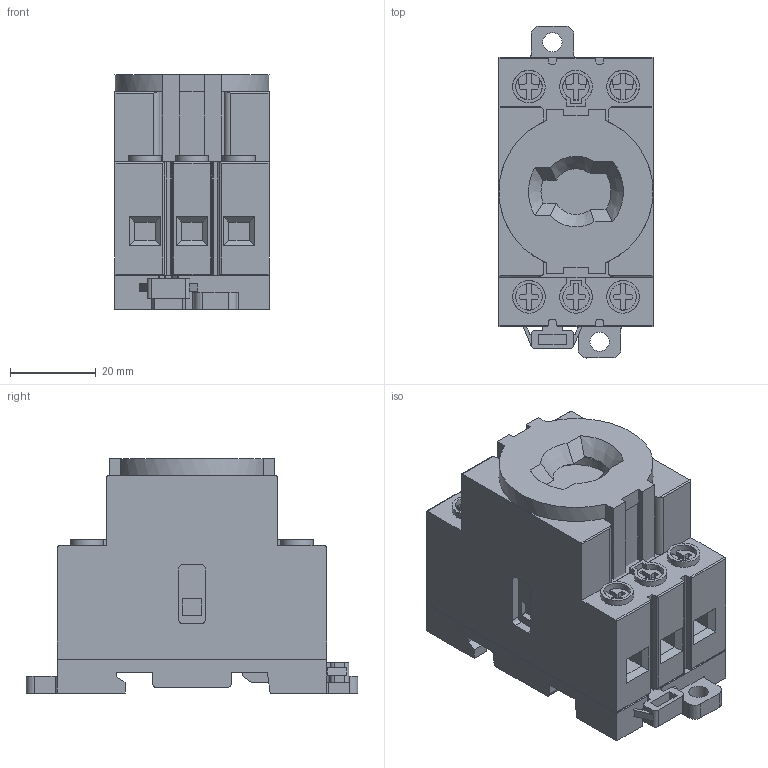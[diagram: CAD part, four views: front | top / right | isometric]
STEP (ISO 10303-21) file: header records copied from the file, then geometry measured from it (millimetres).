
FILE_DESCRIPTION(/* description */ (''),/* implementation_level */ '2;1');
FILE_NAME(/* name */ '194E A16.prt.stp',/* time_stamp */ '2012-02-17T08:55:58+01:00',/* author */ (''),/* organization */ (''),/* preprocessor_version */ 'ST-DEVELOPER v11',/* originating_system */ 'SIEMENS PLM Software NX 7.5',/* authorisation */ '');
FILE_SCHEMA (('CONFIG_CONTROL_DESIGN'));
Length unit declared in the file: millimetre
Products named in the file (3): 36_309_008; 14402407; 194E A16
Assembly tree (2 placements, depth 2):
  194E A16
    14402407
    36_309_008
Bounding box: 36 x 77.6 x 54.79 mm (x, y, z)
Volume: 95074.7 mm3; surface area: 26699.2 mm2
Topology: 4 solids, 4 shells, 518 faces, 1411 edges, 929 vertices
Faces by surface type: plane 364, cylinder 148, cone 4, torus 2
Full cylindrical faces by diameter (mm): 4.5 x2, 6.2 x6, 7.6 x4, 17 x1
Entity records: 17035 total; most frequent: CARTESIAN_POINT 3504, ORIENTED_EDGE 2786, DIRECTION 2673, EDGE_CURVE 1393, LINE 1035, VECTOR 1035, VERTEX_POINT 924, AXIS2_PLACEMENT_3D 819
